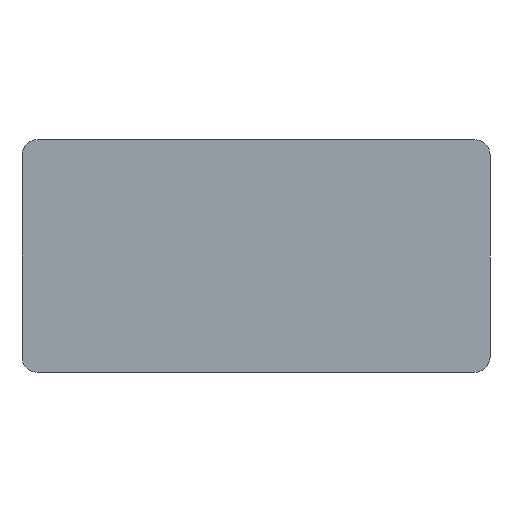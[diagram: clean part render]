
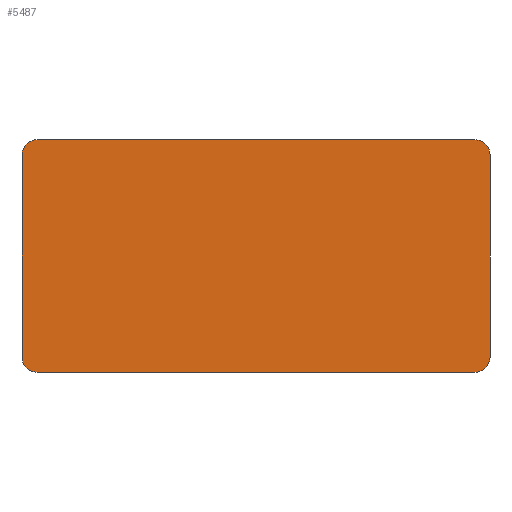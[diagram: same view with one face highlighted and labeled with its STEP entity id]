
A CAD part, front view. The second image highlights one B-rep face of the part: STEP entity #5487.
In plain terms, the highlighted free-form (B-spline) face has degree [1, 1] with [2, 2] control points.
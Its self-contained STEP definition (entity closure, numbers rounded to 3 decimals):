
#5487 = ADVANCED_FACE('',(#5488),#5562,.T.);
#5488 = FACE_BOUND('',#5489,.T.);
#5489 = EDGE_LOOP('',(#5490,#5503,#5510,#5521,#5528,#5539,#5546,#5557));
#5490 = ORIENTED_EDGE('',*,*,#5491,.T.);
#5491 = EDGE_CURVE('',#5492,#5494,#5496,.T.);
#5492 = VERTEX_POINT('',#5493);
#5493 = CARTESIAN_POINT('',(18.701,-23.286,
    8.073));
#5494 = VERTEX_POINT('',#5495);
#5495 = CARTESIAN_POINT('',(17.484,-23.286,
    9.29));
#5496 = B_SPLINE_CURVE_WITH_KNOTS('',5,(#5497,#5498,#5499,#5500,#5501,
    #5502),.UNSPECIFIED.,.F.,.F.,(6,6),(4.712,7.069),
  .PIECEWISE_BEZIER_KNOTS.);
#5497 = CARTESIAN_POINT('',(18.701,-23.286,
    8.073));
#5498 = CARTESIAN_POINT('',(18.701,-23.286,
    8.455));
#5499 = CARTESIAN_POINT('',(18.552,-23.286,
    8.838));
#5500 = CARTESIAN_POINT('',(18.25,-23.286,
    9.14));
#5501 = CARTESIAN_POINT('',(17.867,-23.286,
    9.29));
#5502 = CARTESIAN_POINT('',(17.484,-23.286,
    9.29));
#5503 = ORIENTED_EDGE('',*,*,#5504,.T.);
#5504 = EDGE_CURVE('',#5494,#5505,#5507,.T.);
#5505 = VERTEX_POINT('',#5506);
#5506 = CARTESIAN_POINT('',(-17.484,-23.286,
    9.29));
#5507 = B_SPLINE_CURVE_WITH_KNOTS('',1,(#5508,#5509),.UNSPECIFIED.,.F.,
  .F.,(2,2),(-21.55,21.55),.PIECEWISE_BEZIER_KNOTS.);
#5508 = CARTESIAN_POINT('',(17.484,-23.286,
    9.29));
#5509 = CARTESIAN_POINT('',(-17.484,-23.286,
    9.29));
#5510 = ORIENTED_EDGE('',*,*,#5511,.T.);
#5511 = EDGE_CURVE('',#5505,#5512,#5514,.T.);
#5512 = VERTEX_POINT('',#5513);
#5513 = CARTESIAN_POINT('',(-18.701,-23.286,
    8.073));
#5514 = B_SPLINE_CURVE_WITH_KNOTS('',5,(#5515,#5516,#5517,#5518,#5519,
    #5520),.UNSPECIFIED.,.F.,.F.,(6,6),(7.069,9.425),
  .PIECEWISE_BEZIER_KNOTS.);
#5515 = CARTESIAN_POINT('',(-17.484,-23.286,
    9.29));
#5516 = CARTESIAN_POINT('',(-17.867,-23.286,
    9.29));
#5517 = CARTESIAN_POINT('',(-18.25,-23.286,
    9.14));
#5518 = CARTESIAN_POINT('',(-18.552,-23.286,
    8.838));
#5519 = CARTESIAN_POINT('',(-18.701,-23.286,
    8.455));
#5520 = CARTESIAN_POINT('',(-18.701,-23.286,
    8.073));
#5521 = ORIENTED_EDGE('',*,*,#5522,.T.);
#5522 = EDGE_CURVE('',#5512,#5523,#5525,.T.);
#5523 = VERTEX_POINT('',#5524);
#5524 = CARTESIAN_POINT('',(-18.701,-23.286,
    -8.073));
#5525 = B_SPLINE_CURVE_WITH_KNOTS('',1,(#5526,#5527),.UNSPECIFIED.,.F.,
  .F.,(2,2),(-9.95,9.95),.PIECEWISE_BEZIER_KNOTS.);
#5526 = CARTESIAN_POINT('',(-18.701,-23.286,
    8.073));
#5527 = CARTESIAN_POINT('',(-18.701,-23.286,
    -8.073));
#5528 = ORIENTED_EDGE('',*,*,#5529,.T.);
#5529 = EDGE_CURVE('',#5523,#5530,#5532,.T.);
#5530 = VERTEX_POINT('',#5531);
#5531 = CARTESIAN_POINT('',(-17.484,-23.286,
    -9.29));
#5532 = B_SPLINE_CURVE_WITH_KNOTS('',5,(#5533,#5534,#5535,#5536,#5537,
    #5538),.UNSPECIFIED.,.F.,.F.,(6,6),(0.,2.356)
  ,.PIECEWISE_BEZIER_KNOTS.);
#5533 = CARTESIAN_POINT('',(-18.701,-23.286,
    -8.073));
#5534 = CARTESIAN_POINT('',(-18.701,-23.286,
    -8.455));
#5535 = CARTESIAN_POINT('',(-18.552,-23.286,
    -8.838));
#5536 = CARTESIAN_POINT('',(-18.25,-23.286,
    -9.14));
#5537 = CARTESIAN_POINT('',(-17.867,-23.286,
    -9.29));
#5538 = CARTESIAN_POINT('',(-17.484,-23.286,
    -9.29));
#5539 = ORIENTED_EDGE('',*,*,#5540,.F.);
#5540 = EDGE_CURVE('',#5541,#5530,#5543,.T.);
#5541 = VERTEX_POINT('',#5542);
#5542 = CARTESIAN_POINT('',(17.484,-23.286,
    -9.29));
#5543 = B_SPLINE_CURVE_WITH_KNOTS('',1,(#5544,#5545),.UNSPECIFIED.,.F.,
  .F.,(2,2),(-21.55,21.55),.PIECEWISE_BEZIER_KNOTS.);
#5544 = CARTESIAN_POINT('',(17.484,-23.286,
    -9.29));
#5545 = CARTESIAN_POINT('',(-17.484,-23.286,
    -9.29));
#5546 = ORIENTED_EDGE('',*,*,#5547,.T.);
#5547 = EDGE_CURVE('',#5541,#5548,#5550,.T.);
#5548 = VERTEX_POINT('',#5549);
#5549 = CARTESIAN_POINT('',(18.701,-23.286,
    -8.073));
#5550 = B_SPLINE_CURVE_WITH_KNOTS('',5,(#5551,#5552,#5553,#5554,#5555,
    #5556),.UNSPECIFIED.,.F.,.F.,(6,6),(2.356,4.712),
  .PIECEWISE_BEZIER_KNOTS.);
#5551 = CARTESIAN_POINT('',(17.484,-23.286,
    -9.29));
#5552 = CARTESIAN_POINT('',(17.867,-23.286,
    -9.29));
#5553 = CARTESIAN_POINT('',(18.25,-23.286,
    -9.14));
#5554 = CARTESIAN_POINT('',(18.552,-23.286,
    -8.838));
#5555 = CARTESIAN_POINT('',(18.701,-23.286,
    -8.455));
#5556 = CARTESIAN_POINT('',(18.701,-23.286,
    -8.073));
#5557 = ORIENTED_EDGE('',*,*,#5558,.F.);
#5558 = EDGE_CURVE('',#5492,#5548,#5559,.T.);
#5559 = B_SPLINE_CURVE_WITH_KNOTS('',1,(#5560,#5561),.UNSPECIFIED.,.F.,
  .F.,(2,2),(-9.95,9.95),.PIECEWISE_BEZIER_KNOTS.);
#5560 = CARTESIAN_POINT('',(18.701,-23.286,
    8.073));
#5561 = CARTESIAN_POINT('',(18.701,-23.286,
    -8.073));
#5562 = B_SPLINE_SURFACE_WITH_KNOTS('',1,1,(
    (#5563,#5564)
    ,(#5565,#5566
  )),.UNSPECIFIED.,.F.,.F.,.F.,(2,2),(2,2),(-23.05,23.05),(
    -11.45,11.45),.PIECEWISE_BEZIER_KNOTS.);
#5563 = CARTESIAN_POINT('',(18.701,-23.286,
    9.29));
#5564 = CARTESIAN_POINT('',(18.701,-23.286,
    -9.29));
#5565 = CARTESIAN_POINT('',(-18.701,-23.286,
    9.29));
#5566 = CARTESIAN_POINT('',(-18.701,-23.286,
    -9.29));
